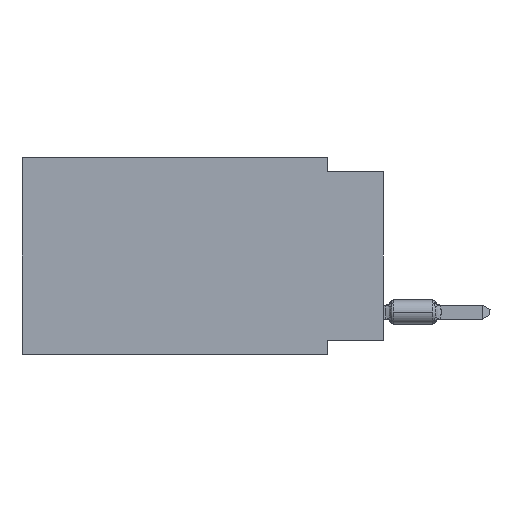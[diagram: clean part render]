
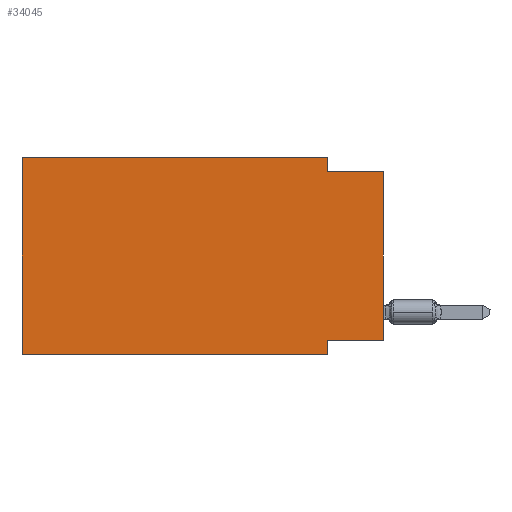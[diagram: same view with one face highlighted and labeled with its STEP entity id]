
A CAD part, left-side view. The second image highlights one B-rep face of the part: STEP entity #34045.
In plain terms, the highlighted planar face has unit normal (-1, 0, 0).
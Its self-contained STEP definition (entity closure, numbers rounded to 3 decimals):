
#1607 = CARTESIAN_POINT ( 'NONE',  ( 0., 2.54, -8.89 ) ) ;
#4027 = DIRECTION ( 'NONE',  ( 0., -1., 0. ) ) ;
#6588 = EDGE_CURVE ( 'NONE', #33179, #41776, #60427, .T. ) ;
#7201 = LINE ( 'NONE', #18394, #15456 ) ;
#7556 = DIRECTION ( 'NONE',  ( 0., 0., -1. ) ) ;
#7739 = ORIENTED_EDGE ( 'NONE', *, *, #12823, .F. ) ;
#8377 = ORIENTED_EDGE ( 'NONE', *, *, #42679, .F. ) ;
#8923 = DIRECTION ( 'NONE',  ( 1., 0., 0. ) ) ;
#10694 = VECTOR ( 'NONE', #66572, 1000. ) ;
#12033 = EDGE_LOOP ( 'NONE', ( #66744, #7739, #62710, #45921, #8377, #30261, #63887, #64734 ) ) ;
#12496 = CARTESIAN_POINT ( 'NONE',  ( 0., 0., -8.255 ) ) ;
#12823 = EDGE_CURVE ( 'NONE', #52069, #32309, #25880, .T. ) ;
#13762 = EDGE_CURVE ( 'NONE', #33179, #32309, #39630, .T. ) ;
#14447 = CARTESIAN_POINT ( 'NONE',  ( 0., 2.54, -8.255 ) ) ;
#14845 = FACE_OUTER_BOUND ( 'NONE', #12033, .T. ) ;
#15456 = VECTOR ( 'NONE', #7556, 1000. ) ;
#15876 = CARTESIAN_POINT ( 'NONE',  ( 0., 16.383, 0. ) ) ;
#18394 = CARTESIAN_POINT ( 'NONE',  ( 0., 2.54, 0. ) ) ;
#20008 = VECTOR ( 'NONE', #27281, 1000. ) ;
#23376 = CARTESIAN_POINT ( 'NONE',  ( 0., 0., -0.635 ) ) ;
#23889 = CARTESIAN_POINT ( 'NONE',  ( 0., 0., 0. ) ) ;
#25726 = CARTESIAN_POINT ( 'NONE',  ( 0., 2.54, -0.635 ) ) ;
#25880 = LINE ( 'NONE', #30437, #28436 ) ;
#26519 = VECTOR ( 'NONE', #4027, 1000. ) ;
#26889 = CARTESIAN_POINT ( 'NONE',  ( 0., 2.54, 0. ) ) ;
#26944 = CARTESIAN_POINT ( 'NONE',  ( 0., 16.383, -8.89 ) ) ;
#27281 = DIRECTION ( 'NONE',  ( 0., -1., 0. ) ) ;
#27969 = EDGE_CURVE ( 'NONE', #35134, #48347, #58119, .T. ) ;
#28078 = VERTEX_POINT ( 'NONE', #58455 ) ;
#28436 = VECTOR ( 'NONE', #57375, 1000. ) ;
#30261 = ORIENTED_EDGE ( 'NONE', *, *, #27969, .T. ) ;
#30437 = CARTESIAN_POINT ( 'NONE',  ( 0., 0., -0.635 ) ) ;
#32309 = VERTEX_POINT ( 'NONE', #23376 ) ;
#33179 = VERTEX_POINT ( 'NONE', #46585 ) ;
#34045 = ADVANCED_FACE ( 'NONE', ( #14845 ), #52949, .F. ) ;
#34509 = DIRECTION ( 'NONE',  ( 0., 1., 0. ) ) ;
#35134 = VERTEX_POINT ( 'NONE', #35228 ) ;
#35228 = CARTESIAN_POINT ( 'NONE',  ( 0., 16.383, -8.89 ) ) ;
#36171 = DIRECTION ( 'NONE',  ( 0., 0., -1. ) ) ;
#36266 = DIRECTION ( 'NONE',  ( 0., 0., 1. ) ) ;
#38083 = VERTEX_POINT ( 'NONE', #26889 ) ;
#39630 = LINE ( 'NONE', #23889, #10694 ) ;
#41776 = VERTEX_POINT ( 'NONE', #14447 ) ;
#42679 = EDGE_CURVE ( 'NONE', #35134, #28078, #47813, .T. ) ;
#43940 = EDGE_CURVE ( 'NONE', #28078, #38083, #45648, .T. ) ;
#45648 = LINE ( 'NONE', #66631, #26519 ) ;
#45921 = ORIENTED_EDGE ( 'NONE', *, *, #43940, .F. ) ;
#46585 = CARTESIAN_POINT ( 'NONE',  ( 0., 0., -8.255 ) ) ;
#47813 = LINE ( 'NONE', #58309, #63626 ) ;
#48347 = VERTEX_POINT ( 'NONE', #68564 ) ;
#48481 = DIRECTION ( 'NONE',  ( 0., 0., -1. ) ) ;
#52069 = VERTEX_POINT ( 'NONE', #25726 ) ;
#52949 = PLANE ( 'NONE',  #67544 ) ;
#54428 = LINE ( 'NONE', #1607, #56651 ) ;
#54471 = VECTOR ( 'NONE', #34509, 1000. ) ;
#56651 = VECTOR ( 'NONE', #48481, 1000. ) ;
#57375 = DIRECTION ( 'NONE',  ( 0., -1., 0. ) ) ;
#58119 = LINE ( 'NONE', #26944, #20008 ) ;
#58309 = CARTESIAN_POINT ( 'NONE',  ( 0., 16.383, 0. ) ) ;
#58455 = CARTESIAN_POINT ( 'NONE',  ( 0., 16.383, 0. ) ) ;
#58782 = EDGE_CURVE ( 'NONE', #41776, #48347, #54428, .T. ) ;
#60244 = EDGE_CURVE ( 'NONE', #38083, #52069, #7201, .T. ) ;
#60427 = LINE ( 'NONE', #12496, #54471 ) ;
#62710 = ORIENTED_EDGE ( 'NONE', *, *, #60244, .F. ) ;
#63626 = VECTOR ( 'NONE', #36266, 1000. ) ;
#63887 = ORIENTED_EDGE ( 'NONE', *, *, #58782, .F. ) ;
#64734 = ORIENTED_EDGE ( 'NONE', *, *, #6588, .F. ) ;
#66572 = DIRECTION ( 'NONE',  ( 0., 0., 1. ) ) ;
#66631 = CARTESIAN_POINT ( 'NONE',  ( 0., 16.383, 0. ) ) ;
#66744 = ORIENTED_EDGE ( 'NONE', *, *, #13762, .T. ) ;
#67544 = AXIS2_PLACEMENT_3D ( 'NONE', #15876, #8923, #36171 ) ;
#68564 = CARTESIAN_POINT ( 'NONE',  ( 0., 2.54, -8.89 ) ) ;
